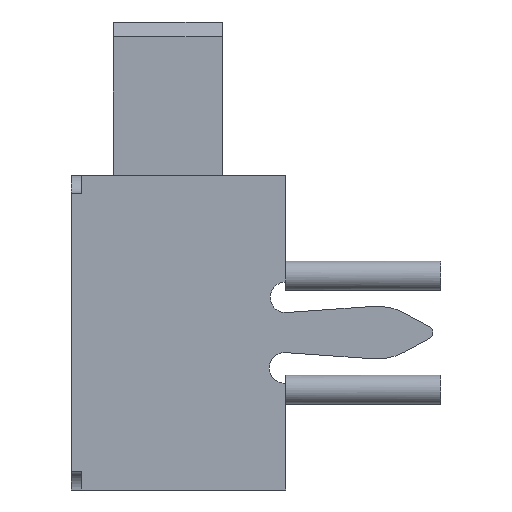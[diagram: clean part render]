
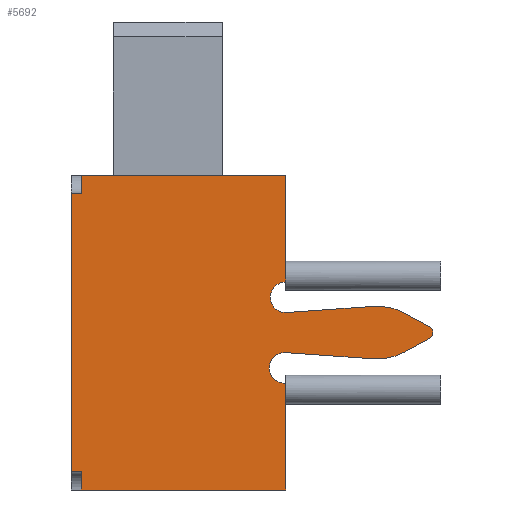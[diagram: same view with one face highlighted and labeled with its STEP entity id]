
A CAD part, left-side view. The second image highlights one B-rep face of the part: STEP entity #5692.
In plain terms, the highlighted planar face has unit normal (-1, 0, 0).
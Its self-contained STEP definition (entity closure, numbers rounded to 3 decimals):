
#367=CIRCLE('',#5976,1.27);
#368=CIRCLE('',#5977,0.159);
#369=CIRCLE('',#5978,1.27);
#370=CIRCLE('',#5979,0.335);
#371=CIRCLE('',#5980,0.335);
#431=ORIENTED_EDGE('',*,*,#1621,.F.);
#432=ORIENTED_EDGE('',*,*,#1622,.T.);
#433=ORIENTED_EDGE('',*,*,#1623,.F.);
#434=ORIENTED_EDGE('',*,*,#1624,.T.);
#435=ORIENTED_EDGE('',*,*,#1625,.F.);
#436=ORIENTED_EDGE('',*,*,#1626,.T.);
#437=ORIENTED_EDGE('',*,*,#1627,.F.);
#438=ORIENTED_EDGE('',*,*,#1601,.F.);
#439=ORIENTED_EDGE('',*,*,#1628,.T.);
#440=ORIENTED_EDGE('',*,*,#1629,.F.);
#441=ORIENTED_EDGE('',*,*,#1630,.T.);
#442=ORIENTED_EDGE('',*,*,#1631,.T.);
#443=ORIENTED_EDGE('',*,*,#1632,.F.);
#444=ORIENTED_EDGE('',*,*,#1633,.F.);
#445=ORIENTED_EDGE('',*,*,#1634,.T.);
#446=ORIENTED_EDGE('',*,*,#1635,.T.);
#447=ORIENTED_EDGE('',*,*,#1636,.T.);
#448=ORIENTED_EDGE('',*,*,#1637,.F.);
#449=ORIENTED_EDGE('',*,*,#1638,.T.);
#450=ORIENTED_EDGE('',*,*,#1617,.F.);
#451=ORIENTED_EDGE('',*,*,#1639,.T.);
#1601=EDGE_CURVE('',#2196,#2197,#2591,.T.);
#1617=EDGE_CURVE('',#2212,#2213,#2603,.T.);
#1621=EDGE_CURVE('',#2216,#2217,#2607,.T.);
#1622=EDGE_CURVE('',#2216,#2218,#367,.T.);
#1623=EDGE_CURVE('',#2219,#2218,#2608,.T.);
#1624=EDGE_CURVE('',#2219,#2220,#368,.T.);
#1625=EDGE_CURVE('',#2221,#2220,#2609,.T.);
#1626=EDGE_CURVE('',#2221,#2222,#369,.T.);
#1627=EDGE_CURVE('',#2197,#2222,#2610,.T.);
#1628=EDGE_CURVE('',#2196,#2223,#370,.F.);
#1629=EDGE_CURVE('',#2224,#2223,#2611,.T.);
#1630=EDGE_CURVE('',#2224,#2225,#2612,.T.);
#1631=EDGE_CURVE('',#2225,#2226,#2613,.T.);
#1632=EDGE_CURVE('',#2227,#2226,#2614,.T.);
#1633=EDGE_CURVE('',#2228,#2227,#2615,.T.);
#1634=EDGE_CURVE('',#2228,#2229,#2616,.T.);
#1635=EDGE_CURVE('',#2229,#2230,#2617,.T.);
#1636=EDGE_CURVE('',#2230,#2231,#2618,.F.);
#1637=EDGE_CURVE('',#2232,#2231,#2619,.T.);
#1638=EDGE_CURVE('',#2232,#2213,#2620,.T.);
#1639=EDGE_CURVE('',#2212,#2217,#371,.F.);
#2196=VERTEX_POINT('',#7046);
#2197=VERTEX_POINT('',#7047);
#2212=VERTEX_POINT('',#7078);
#2213=VERTEX_POINT('',#7080);
#2216=VERTEX_POINT('',#7088);
#2217=VERTEX_POINT('',#7089);
#2218=VERTEX_POINT('',#7091);
#2219=VERTEX_POINT('',#7093);
#2220=VERTEX_POINT('',#7095);
#2221=VERTEX_POINT('',#7097);
#2222=VERTEX_POINT('',#7099);
#2223=VERTEX_POINT('',#7102);
#2224=VERTEX_POINT('',#7104);
#2225=VERTEX_POINT('',#7106);
#2226=VERTEX_POINT('',#7108);
#2227=VERTEX_POINT('',#7110);
#2228=VERTEX_POINT('',#7112);
#2229=VERTEX_POINT('',#7114);
#2230=VERTEX_POINT('',#7116);
#2231=VERTEX_POINT('',#7118);
#2232=VERTEX_POINT('',#7120);
#2591=LINE('',#7045,#2874);
#2603=LINE('',#7079,#2886);
#2607=LINE('',#7087,#2890);
#2608=LINE('',#7092,#2891);
#2609=LINE('',#7096,#2892);
#2610=LINE('',#7100,#2893);
#2611=LINE('',#7103,#2894);
#2612=LINE('',#7105,#2895);
#2613=LINE('',#7107,#2896);
#2614=LINE('',#7109,#2897);
#2615=LINE('',#7111,#2898);
#2616=LINE('',#7113,#2899);
#2617=LINE('',#7115,#2900);
#2618=LINE('',#7117,#2901);
#2619=LINE('',#7119,#2902);
#2620=LINE('',#7121,#2903);
#2874=VECTOR('',#6236,1000.);
#2886=VECTOR('',#6258,1000.);
#2890=VECTOR('',#6264,1000.);
#2891=VECTOR('',#6267,1000.);
#2892=VECTOR('',#6270,1000.);
#2893=VECTOR('',#6273,1000.);
#2894=VECTOR('',#6276,1000.);
#2895=VECTOR('',#6277,1000.);
#2896=VECTOR('',#6278,1000.);
#2897=VECTOR('',#6279,1000.);
#2898=VECTOR('',#6280,1000.);
#2899=VECTOR('',#6281,1000.);
#2900=VECTOR('',#6282,1000.);
#2901=VECTOR('',#6283,1000.);
#2902=VECTOR('',#6284,1000.);
#2903=VECTOR('',#6285,1000.);
#3159=EDGE_LOOP('',(#431,#432,#433,#434,#435,#436,#437,#438,#439,#440,#441,
#442,#443,#444,#445,#446,#447,#448,#449,#450,#451));
#3437=FACE_BOUND('',#3159,.T.);
#3715=PLANE('',#5975);
#5692=ADVANCED_FACE('',(#3437),#3715,.T.);
#5975=AXIS2_PLACEMENT_3D('',#7086,#6262,#6263);
#5976=AXIS2_PLACEMENT_3D('',#7090,#6265,#6266);
#5977=AXIS2_PLACEMENT_3D('',#7094,#6268,#6269);
#5978=AXIS2_PLACEMENT_3D('',#7098,#6271,#6272);
#5979=AXIS2_PLACEMENT_3D('',#7101,#6274,#6275);
#5980=AXIS2_PLACEMENT_3D('',#7122,#6286,#6287);
#6236=DIRECTION('',(0.,0.,-1.));
#6258=DIRECTION('',(0.,0.,-1.));
#6262=DIRECTION('',(-1.,0.,0.));
#6263=DIRECTION('',(0.,1.,0.));
#6264=DIRECTION('',(0.,0.997,0.071));
#6265=DIRECTION('',(-1.,0.,0.));
#6266=DIRECTION('',(0.,1.,0.));
#6267=DIRECTION('',(0.,0.88,-0.474));
#6268=DIRECTION('',(-1.,0.,0.));
#6269=DIRECTION('',(0.,1.,0.));
#6270=DIRECTION('',(0.,-0.88,-0.474));
#6271=DIRECTION('',(-1.,0.,0.));
#6272=DIRECTION('',(0.,1.,0.));
#6273=DIRECTION('',(0.,-0.997,0.071));
#6274=DIRECTION('',(-1.,0.,0.));
#6275=DIRECTION('',(0.,1.,0.));
#6276=DIRECTION('',(0.,0.,-1.));
#6277=DIRECTION('',(0.,1.,0.));
#6278=DIRECTION('',(0.,0.,1.));
#6279=DIRECTION('',(0.,-1.,0.));
#6280=DIRECTION('',(0.,0.,1.));
#6281=DIRECTION('',(0.,1.,0.));
#6282=DIRECTION('',(0.,0.,-1.));
#6283=DIRECTION('',(0.,1.,0.));
#6284=DIRECTION('',(0.,0.,1.));
#6285=DIRECTION('',(0.,-1.,0.));
#6286=DIRECTION('',(-1.,0.,0.));
#6287=DIRECTION('',(0.,1.,0.));
#7045=CARTESIAN_POINT('',(-6.35,-3.438,0.012));
#7046=CARTESIAN_POINT('',(-6.35,-3.438,-2.999));
#7047=CARTESIAN_POINT('',(-6.35,-3.438,-3.));
#7078=CARTESIAN_POINT('',(-6.35,-3.438,-4.545));
#7079=CARTESIAN_POINT('',(-6.35,-3.438,0.012));
#7080=CARTESIAN_POINT('',(-6.35,-3.438,-6.888));
#7086=CARTESIAN_POINT('',(-6.35,1.262,0.012));
#7087=CARTESIAN_POINT('',(-6.35,-5.724,-4.038));
#7088=CARTESIAN_POINT('',(-6.35,-5.356,-4.012));
#7089=CARTESIAN_POINT('',(-6.35,-3.438,-3.876));
#7090=CARTESIAN_POINT('',(-6.35,-5.446,-2.745));
#7091=CARTESIAN_POINT('',(-6.35,-6.048,-3.863));
#7092=CARTESIAN_POINT('',(-6.35,-6.838,-3.438));
#7093=CARTESIAN_POINT('',(-6.35,-6.578,-3.578));
#7094=CARTESIAN_POINT('',(-6.35,-6.503,-3.438));
#7095=CARTESIAN_POINT('',(-6.35,-6.578,-3.298));
#7096=CARTESIAN_POINT('',(-6.35,-5.724,-2.838));
#7097=CARTESIAN_POINT('',(-6.35,-6.048,-3.013));
#7098=CARTESIAN_POINT('',(-6.35,-5.446,-4.131));
#7099=CARTESIAN_POINT('',(-6.35,-5.356,-2.864));
#7100=CARTESIAN_POINT('',(-6.35,-3.438,-3.));
#7101=CARTESIAN_POINT('',(-6.35,-3.438,-2.664));
#7102=CARTESIAN_POINT('',(-6.35,-3.438,-2.328));
#7103=CARTESIAN_POINT('',(-6.35,-3.438,0.012));
#7104=CARTESIAN_POINT('',(-6.35,-3.438,0.));
#7105=CARTESIAN_POINT('',(-6.35,-2.049,0.));
#7106=CARTESIAN_POINT('',(-6.35,-2.049,0.));
#7107=CARTESIAN_POINT('',(-6.35,-2.049,0.));
#7108=CARTESIAN_POINT('',(-6.35,-2.049,0.012));
#7109=CARTESIAN_POINT('',(-6.35,1.262,0.012));
#7110=CARTESIAN_POINT('',(-6.35,1.042,0.012));
#7111=CARTESIAN_POINT('',(-6.35,1.042,0.012));
#7112=CARTESIAN_POINT('',(-6.35,1.042,-0.384));
#7113=CARTESIAN_POINT('',(-6.35,1.042,-0.384));
#7114=CARTESIAN_POINT('',(-6.35,1.262,-0.384));
#7115=CARTESIAN_POINT('',(-6.35,1.262,0.012));
#7116=CARTESIAN_POINT('',(-6.35,1.262,-6.492));
#7117=CARTESIAN_POINT('',(-6.35,1.042,-6.492));
#7118=CARTESIAN_POINT('',(-6.35,1.042,-6.492));
#7119=CARTESIAN_POINT('',(-6.35,1.042,0.012));
#7120=CARTESIAN_POINT('',(-6.35,1.042,-6.888));
#7121=CARTESIAN_POINT('',(-6.35,1.262,-6.888));
#7122=CARTESIAN_POINT('',(-6.35,-3.414,-4.21));
